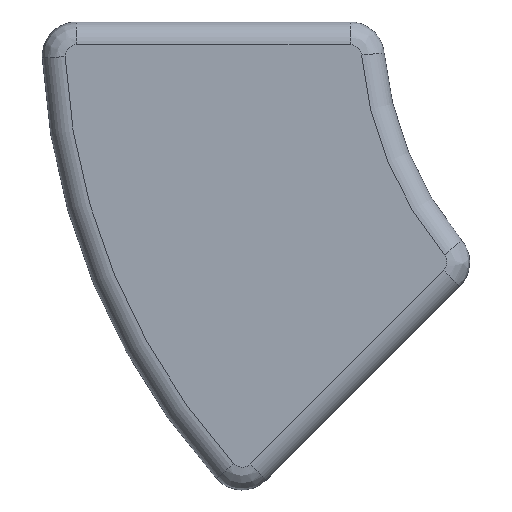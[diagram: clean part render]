
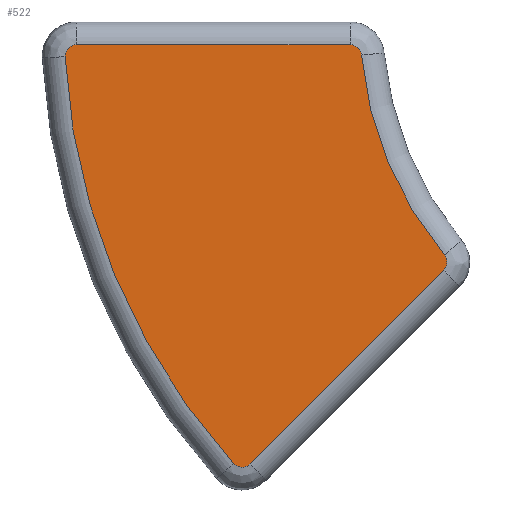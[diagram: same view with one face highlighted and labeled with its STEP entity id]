
A CAD part, top view. The second image highlights one B-rep face of the part: STEP entity #522.
In plain terms, the highlighted planar face has unit normal (0, 0, 1).
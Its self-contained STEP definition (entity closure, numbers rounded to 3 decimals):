
#23=PLANE('',#608);
#34=LINE('',#861,#68);
#36=LINE('',#901,#70);
#68=VECTOR('',#666,10.);
#70=VECTOR('',#692,10.);
#127=FACE_OUTER_BOUND('',#158,.T.);
#158=EDGE_LOOP('',(#398,#399,#400,#401,#402,#403,#404,#405));
#179=CIRCLE('',#578,1.);
#185=CIRCLE('',#585,1.);
#188=CIRCLE('',#589,32.);
#191=CIRCLE('',#592,1.);
#195=CIRCLE('',#597,1.);
#196=CIRCLE('',#599,58.);
#223=VERTEX_POINT('',#849);
#224=VERTEX_POINT('',#851);
#226=VERTEX_POINT('',#857);
#228=VERTEX_POINT('',#871);
#230=VERTEX_POINT('',#877);
#232=VERTEX_POINT('',#891);
#234=VERTEX_POINT('',#897);
#236=VERTEX_POINT('',#917);
#273=EDGE_CURVE('',#223,#224,#179,.T.);
#278=EDGE_CURVE('',#224,#226,#34,.T.);
#281=EDGE_CURVE('',#226,#228,#185,.T.);
#284=EDGE_CURVE('',#228,#230,#188,.T.);
#287=EDGE_CURVE('',#230,#232,#191,.T.);
#290=EDGE_CURVE('',#232,#234,#36,.T.);
#293=EDGE_CURVE('',#234,#236,#195,.T.);
#294=EDGE_CURVE('',#236,#223,#196,.T.);
#398=ORIENTED_EDGE('',*,*,#273,.F.);
#399=ORIENTED_EDGE('',*,*,#294,.F.);
#400=ORIENTED_EDGE('',*,*,#293,.F.);
#401=ORIENTED_EDGE('',*,*,#290,.F.);
#402=ORIENTED_EDGE('',*,*,#287,.F.);
#403=ORIENTED_EDGE('',*,*,#284,.F.);
#404=ORIENTED_EDGE('',*,*,#281,.F.);
#405=ORIENTED_EDGE('',*,*,#278,.F.);
#522=ADVANCED_FACE('',(#127),#23,.T.);
#578=AXIS2_PLACEMENT_3D('',#852,#655,#656);
#585=AXIS2_PLACEMENT_3D('',#875,#671,#672);
#589=AXIS2_PLACEMENT_3D('',#881,#679,#680);
#592=AXIS2_PLACEMENT_3D('',#895,#685,#686);
#597=AXIS2_PLACEMENT_3D('',#921,#697,#698);
#599=AXIS2_PLACEMENT_3D('',#923,#701,#702);
#608=AXIS2_PLACEMENT_3D('',#943,#725,#726);
#655=DIRECTION('center_axis',(0.,0.,-1.));
#656=DIRECTION('ref_axis',(-0.725,0.688,0.));
#666=DIRECTION('',(1.,0.,0.));
#671=DIRECTION('center_axis',(0.,0.,-1.));
#672=DIRECTION('ref_axis',(0.674,0.739,0.));
#679=DIRECTION('center_axis',(0.,0.,1.));
#680=DIRECTION('ref_axis',(-0.924,-0.383,0.));
#685=DIRECTION('center_axis',(0.,0.,-1.));
#686=DIRECTION('ref_axis',(0.999,-0.046,0.));
#692=DIRECTION('',(-0.707,-0.707,0.));
#697=DIRECTION('center_axis',(0.,0.,-1.));
#698=DIRECTION('ref_axis',(-0.026,-1.,0.));
#701=DIRECTION('center_axis',(0.,0.,-1.));
#702=DIRECTION('ref_axis',(-0.924,-0.383,0.));
#725=DIRECTION('center_axis',(0.,0.,1.));
#726=DIRECTION('ref_axis',(1.,0.,0.));
#849=CARTESIAN_POINT('',(-57.92,-3.053,3.));
#851=CARTESIAN_POINT('',(-56.921,-2.,3.));
#852=CARTESIAN_POINT('Origin',(-56.921,-3.,3.));
#857=CARTESIAN_POINT('',(-32.863,-2.,3.));
#861=CARTESIAN_POINT('',(-35.754,-2.,3.));
#871=CARTESIAN_POINT('',(-31.867,-2.909,3.));
#875=CARTESIAN_POINT('Origin',(-32.863,-3.,3.));
#877=CARTESIAN_POINT('',(-24.591,-20.477,3.));
#881=CARTESIAN_POINT('Origin',(0.,0.,3.));
#891=CARTESIAN_POINT('',(-24.652,-21.824,3.));
#895=CARTESIAN_POINT('Origin',(-25.359,-21.117,3.));
#897=CARTESIAN_POINT('',(-41.663,-38.835,3.));
#901=CARTESIAN_POINT('',(-37.303,-34.475,3.));
#917=CARTESIAN_POINT('',(-43.114,-38.797,3.));
#921=CARTESIAN_POINT('Origin',(-42.371,-38.128,3.));
#923=CARTESIAN_POINT('Origin',(0.,0.,3.));
#943=CARTESIAN_POINT('Origin',(-41.509,-17.193,3.));
